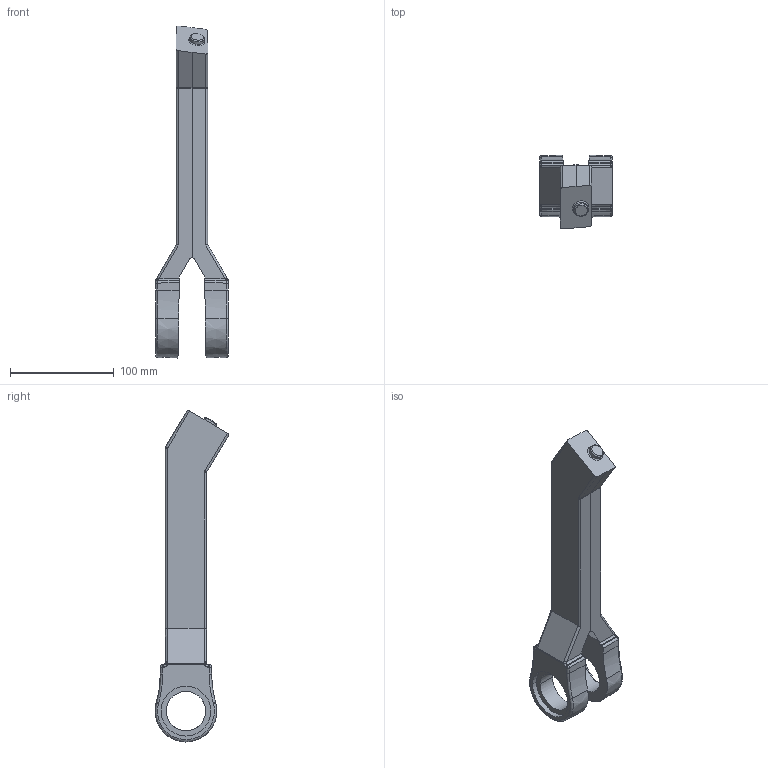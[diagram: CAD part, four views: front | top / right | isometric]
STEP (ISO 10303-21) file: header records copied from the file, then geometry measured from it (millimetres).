
FILE_DESCRIPTION(('CATIA V6 STEP','CAx-IF Rec.Pracs.--- Model Styling and Organization---1.5--- 2016-08-15','CAx-IF Rec.Pracs.---Supplemental Geometry---1.0---2011-11-01','CAx-IF Rec.Pracs.--- Composite Materials ---3.4---2017-06-13','CAx-IF Rec.Pracs.---Tessellated 3D Geometry---1.0---2015-12-17'),'2;1');
FILE_NAME('J fixe moulage gauche A.stp','2022-11-16T15:37:20+00:00',('none'),('none'),'3DEXPERIENCE Platform3DEXPERIENCE R2022x HotFix 3','3DEXPERIENCE Platform STEP AP242 v2','none');
FILE_SCHEMA(('AP242_MANAGED_MODEL_BASED_3D_ENGINEERING_MIM_LF {1 0 10303 442 1 1 4}'));
Length unit declared in the file: millimetre
Products named in the file (1): Gauche Forme 3D00042019
Bounding box: 70 x 71.23 x 319.78 mm (x, y, z)
Volume: 412799.4 mm3; surface area: 61464.3 mm2
Topology: 1 solids, 1 shells, 111 faces, 270 edges, 154 vertices
Faces by surface type: cylinder 45, plane 30, sphere 10, bspline 10, torus 8, cone 8
Entity records: 3589 total; most frequent: CARTESIAN_POINT 1259, ORIENTED_EDGE 520, DIRECTION 358, EDGE_CURVE 260, AXIS2_PLACEMENT_3D 174, VERTEX_POINT 154, EDGE_LOOP 118, ADVANCED_FACE 111
